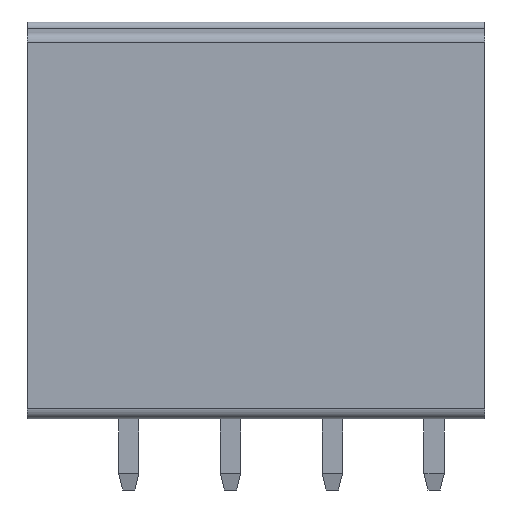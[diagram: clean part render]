
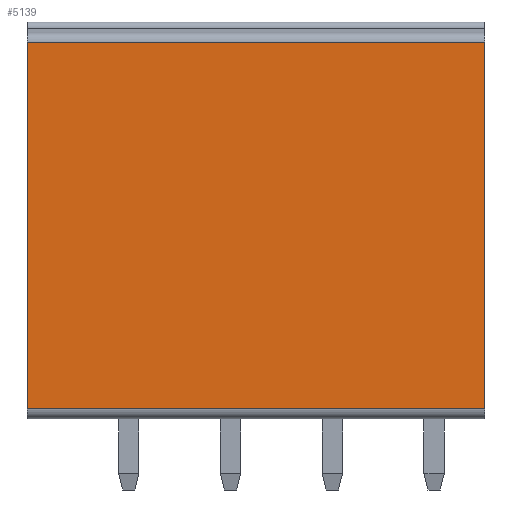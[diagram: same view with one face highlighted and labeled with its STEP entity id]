
A CAD part, left-side view. The second image highlights one B-rep face of the part: STEP entity #5139.
In plain terms, the highlighted planar face has unit normal (-1, 0, 0).
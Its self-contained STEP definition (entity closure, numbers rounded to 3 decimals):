
#698=ORIENTED_EDGE('',*,*,#2062,.T.);
#699=ORIENTED_EDGE('',*,*,#2050,.F.);
#700=ORIENTED_EDGE('',*,*,#2113,.F.);
#701=ORIENTED_EDGE('',*,*,#2114,.T.);
#2050=EDGE_CURVE('',#2769,#2770,#3274,.T.);
#2062=EDGE_CURVE('',#2781,#2770,#3280,.T.);
#2113=EDGE_CURVE('',#2806,#2769,#3320,.T.);
#2114=EDGE_CURVE('',#2806,#2781,#3321,.T.);
#2769=VERTEX_POINT('',#7608);
#2770=VERTEX_POINT('',#7610);
#2781=VERTEX_POINT('',#7635);
#2806=VERTEX_POINT('',#7734);
#3274=LINE('',#7609,#3758);
#3280=LINE('',#7634,#3764);
#3320=LINE('',#7733,#3804);
#3321=LINE('',#7735,#3805);
#3758=VECTOR('',#6070,1000.);
#3764=VECTOR('',#6092,1000.);
#3804=VECTOR('',#6200,1000.);
#3805=VECTOR('',#6201,1000.);
#4202=EDGE_LOOP('',(#698,#699,#700,#701));
#4557=FACE_BOUND('',#4202,.T.);
#4896=PLANE('',#5495);
#5139=ADVANCED_FACE('',(#4557),#4896,.T.);
#5495=AXIS2_PLACEMENT_3D('',#7732,#6198,#6199);
#6070=DIRECTION('',(0.,0.,1.));
#6092=DIRECTION('',(0.,1.,0.));
#6198=DIRECTION('',(-1.,0.,0.));
#6199=DIRECTION('',(0.,0.,1.));
#6200=DIRECTION('',(0.,1.,0.));
#6201=DIRECTION('',(0.,0.,1.));
#7608=CARTESIAN_POINT('',(0.,5.002,0.5));
#7609=CARTESIAN_POINT('',(0.,5.002,0.5));
#7610=CARTESIAN_POINT('',(0.,5.002,18.5));
#7634=CARTESIAN_POINT('',(0.,-2.5,18.5));
#7635=CARTESIAN_POINT('',(0.,-17.503,18.5));
#7732=CARTESIAN_POINT('',(0.,-2.5,0.5));
#7733=CARTESIAN_POINT('',(0.,-2.5,0.5));
#7734=CARTESIAN_POINT('',(0.,-17.503,0.5));
#7735=CARTESIAN_POINT('',(0.,-17.503,0.5));
